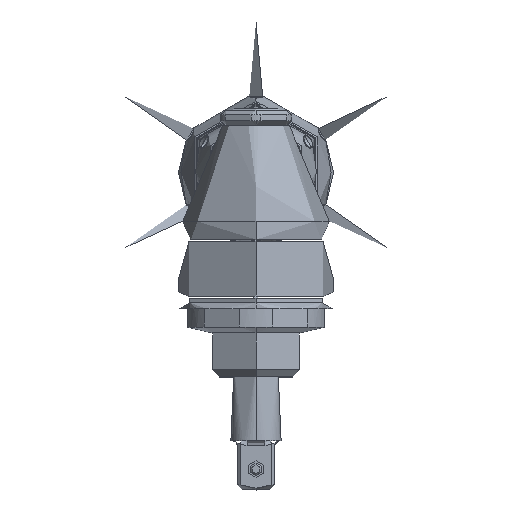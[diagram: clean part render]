
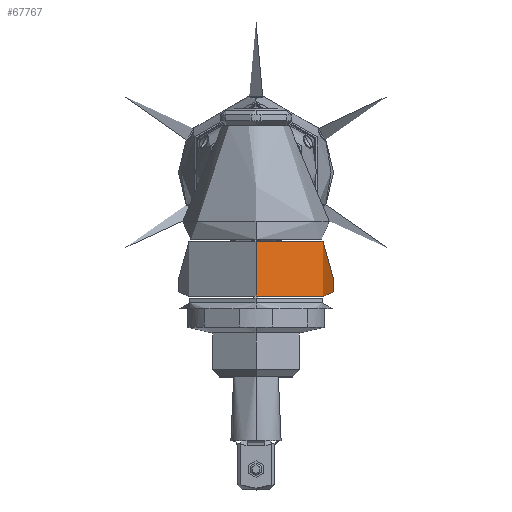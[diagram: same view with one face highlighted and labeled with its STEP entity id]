
A CAD part, top view. The second image highlights one B-rep face of the part: STEP entity #67767.
In plain terms, the highlighted cylindrical face has radius 26 mm (diameter 52 mm), a partial arc.
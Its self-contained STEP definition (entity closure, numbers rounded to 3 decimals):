
#67542=CARTESIAN_POINT('',(26.,-36.,507.));
#67543=CARTESIAN_POINT('',(26.,-36.,507.18));
#67544=CARTESIAN_POINT('',(25.996,-36.041,
507.532));
#67545=CARTESIAN_POINT('',(25.98,-36.237,
508.055));
#67546=CARTESIAN_POINT('',(25.958,-36.548,
508.503));
#67547=CARTESIAN_POINT('',(25.934,-36.947,
508.862));
#67548=CARTESIAN_POINT('',(25.913,-37.442,
509.125));
#67549=CARTESIAN_POINT('',(25.902,-37.982,
509.255));
#67550=CARTESIAN_POINT('',(25.902,-38.514,
509.256));
#67551=CARTESIAN_POINT('',(25.913,-39.055,
509.126));
#67552=CARTESIAN_POINT('',(25.934,-39.55,
508.863));
#67553=CARTESIAN_POINT('',(25.957,-39.949,
508.506));
#67554=CARTESIAN_POINT('',(25.98,-40.262,
508.057));
#67555=CARTESIAN_POINT('',(25.996,-40.459,
507.532));
#67556=CARTESIAN_POINT('',(26.,-40.5,507.18));
#67557=CARTESIAN_POINT('',(26.,-40.5,507.));
#67559=CARTESIAN_POINT('',(26.,-40.5,507.));
#67560=CARTESIAN_POINT('',(26.,-40.5,506.82));
#67561=CARTESIAN_POINT('',(25.996,-40.459,
506.468));
#67562=CARTESIAN_POINT('',(25.98,-40.263,
505.945));
#67563=CARTESIAN_POINT('',(25.958,-39.952,
505.496));
#67564=CARTESIAN_POINT('',(25.934,-39.552,
505.138));
#67565=CARTESIAN_POINT('',(25.913,-39.058,
504.875));
#67566=CARTESIAN_POINT('',(25.902,-38.518,
504.745));
#67567=CARTESIAN_POINT('',(25.902,-37.986,
504.744));
#67568=CARTESIAN_POINT('',(25.913,-37.445,
504.874));
#67569=CARTESIAN_POINT('',(25.934,-36.95,
505.137));
#67570=CARTESIAN_POINT('',(25.957,-36.551,
505.493));
#67571=CARTESIAN_POINT('',(25.98,-36.238,
505.943));
#67572=CARTESIAN_POINT('',(25.996,-36.041,
506.468));
#67573=CARTESIAN_POINT('',(26.,-36.,506.82));
#67574=CARTESIAN_POINT('',(26.,-36.,507.));
#67576=CARTESIAN_POINT('',(0.,-23.5,507.));
#67577=DIRECTION('',(0.,1.,0.));
#67578=DIRECTION('',(0.,0.,1.));
#67579=AXIS2_PLACEMENT_3D('',#67576,#67577,#67578);
#67581=CARTESIAN_POINT('',(0.,-36.,481.));
#67582=CARTESIAN_POINT('',(0.156,-36.,481.));
#67583=CARTESIAN_POINT('',(0.461,-36.032,
481.003));
#67584=CARTESIAN_POINT('',(0.905,-36.173,
481.015));
#67585=CARTESIAN_POINT('',(1.311,-36.402,
481.032));
#67586=CARTESIAN_POINT('',(1.66,-36.707,
481.052));
#67587=CARTESIAN_POINT('',(1.942,-37.082,
481.072));
#67588=CARTESIAN_POINT('',(2.14,-37.504,
481.088));
#67589=CARTESIAN_POINT('',(2.249,-37.97,
481.097));
#67590=CARTESIAN_POINT('',(2.258,-38.445,
481.098));
#67591=CARTESIAN_POINT('',(2.166,-38.921,
481.09));
#67592=CARTESIAN_POINT('',(1.977,-39.359,
481.075));
#67593=CARTESIAN_POINT('',(1.698,-39.752,
481.055));
#67594=CARTESIAN_POINT('',(1.346,-40.074,
481.034));
#67595=CARTESIAN_POINT('',(0.931,-40.317,
481.015));
#67596=CARTESIAN_POINT('',(0.474,-40.466,
481.003));
#67597=CARTESIAN_POINT('',(0.161,-40.5,481.));
#67598=CARTESIAN_POINT('',(0.,-40.5,481.));
#67600=CARTESIAN_POINT('',(0.,-42.,507.));
#67601=DIRECTION('',(0.,-1.,0.));
#67602=DIRECTION('',(0.,0.,-1.));
#67603=AXIS2_PLACEMENT_3D('',#67600,#67601,#67602);
#67605=CARTESIAN_POINT('',(0.,-40.5,533.));
#67606=CARTESIAN_POINT('',(0.156,-40.5,533.));
#67607=CARTESIAN_POINT('',(0.462,-40.468,
532.997));
#67608=CARTESIAN_POINT('',(0.908,-40.326,
532.985));
#67609=CARTESIAN_POINT('',(1.315,-40.095,
532.968));
#67610=CARTESIAN_POINT('',(1.664,-39.788,
532.947));
#67611=CARTESIAN_POINT('',(1.946,-39.412,
532.927));
#67612=CARTESIAN_POINT('',(2.143,-38.987,
532.912));
#67613=CARTESIAN_POINT('',(2.25,-38.521,
532.902));
#67614=CARTESIAN_POINT('',(2.258,-38.047,
532.902));
#67615=CARTESIAN_POINT('',(2.164,-37.573,
532.91));
#67616=CARTESIAN_POINT('',(1.974,-37.137,
532.925));
#67617=CARTESIAN_POINT('',(1.695,-36.745,
532.945));
#67618=CARTESIAN_POINT('',(1.343,-36.424,
532.966));
#67619=CARTESIAN_POINT('',(0.929,-36.182,
532.985));
#67620=CARTESIAN_POINT('',(0.473,-36.033,
532.997));
#67621=CARTESIAN_POINT('',(0.16,-36.,533.));
#67622=CARTESIAN_POINT('',(0.,-36.,533.));
#67663=DIRECTION('',(0.,-1.,0.));
#67664=VECTOR('',#67663,12.5);
#67665=CARTESIAN_POINT('',(0.,-23.5,533.));
#67666=LINE('',#67665,#67664);
#67686=DIRECTION('',(0.,-1.,0.));
#67687=VECTOR('',#67686,1.5);
#67688=CARTESIAN_POINT('',(0.,-40.5,533.));
#67689=LINE('',#67688,#67687);
#67695=DIRECTION('',(0.,-1.,0.));
#67696=VECTOR('',#67695,1.5);
#67697=CARTESIAN_POINT('',(0.,-40.5,481.));
#67698=LINE('',#67697,#67696);
#67718=DIRECTION('',(0.,-1.,0.));
#67719=VECTOR('',#67718,12.5);
#67720=CARTESIAN_POINT('',(0.,-23.5,481.));
#67721=LINE('',#67720,#67719);
#67722=VERTEX_POINT('',#67598);
#67723=VERTEX_POINT('',#67581);
#67724=CARTESIAN_POINT('',(0.,-42.,533.));
#67725=CARTESIAN_POINT('',(0.,-42.,481.));
#67726=VERTEX_POINT('',#67724);
#67727=VERTEX_POINT('',#67725);
#67728=CARTESIAN_POINT('',(0.,-23.5,533.));
#67729=CARTESIAN_POINT('',(0.,-23.5,481.));
#67730=VERTEX_POINT('',#67728);
#67731=VERTEX_POINT('',#67729);
#67732=VERTEX_POINT('',#67557);
#67733=VERTEX_POINT('',#67542);
#67734=VERTEX_POINT('',#67622);
#67735=VERTEX_POINT('',#67605);
#67738=CARTESIAN_POINT('',(0.,-43.475,507.));
#67739=DIRECTION('',(0.,1.,0.));
#67740=DIRECTION('',(0.,0.,-1.));
#67741=AXIS2_PLACEMENT_3D('',#67738,#67739,#67740);
#67742=CYLINDRICAL_SURFACE('',#67741,26.);
#67744=ORIENTED_EDGE('',*,*,#67743,.T.);
#67746=ORIENTED_EDGE('',*,*,#67745,.T.);
#67748=ORIENTED_EDGE('',*,*,#67747,.T.);
#67750=ORIENTED_EDGE('',*,*,#67749,.T.);
#67752=ORIENTED_EDGE('',*,*,#67751,.T.);
#67754=ORIENTED_EDGE('',*,*,#67753,.F.);
#67756=ORIENTED_EDGE('',*,*,#67755,.T.);
#67758=ORIENTED_EDGE('',*,*,#67757,.F.);
#67759=EDGE_LOOP('',(#67744,#67746,#67748,#67750,#67752,#67754,#67756,#67758));
#67760=FACE_OUTER_BOUND('',#67759,.F.);
#67762=ORIENTED_EDGE('',*,*,#67761,.T.);
#67764=ORIENTED_EDGE('',*,*,#67763,.T.);
#67765=EDGE_LOOP('',(#67762,#67764));
#67766=FACE_BOUND('',#67765,.F.);
#67767=ADVANCED_FACE('',(#67760,#67766),#67742,.T.);
#67558=B_SPLINE_CURVE_WITH_KNOTS('',3,(#67542,#67543,#67544,#67545,#67546,
#67547,#67548,#67549,#67550,#67551,#67552,#67553,#67554,#67555,#67556,#67557),
.UNSPECIFIED.,.F.,.F.,(4,1,1,1,1,1,1,1,1,1,1,1,1,4),(0.,0.077,
0.154,0.231,0.308,0.385,
0.462,0.538,0.615,0.692,
0.769,0.846,0.923,1.),.UNSPECIFIED.);
#67575=B_SPLINE_CURVE_WITH_KNOTS('',3,(#67559,#67560,#67561,#67562,#67563,
#67564,#67565,#67566,#67567,#67568,#67569,#67570,#67571,#67572,#67573,#67574),
.UNSPECIFIED.,.F.,.F.,(4,1,1,1,1,1,1,1,1,1,1,1,1,4),(0.,0.077,
0.154,0.231,0.308,0.385,
0.462,0.538,0.615,0.692,
0.769,0.846,0.923,1.),.UNSPECIFIED.);
#67580=CIRCLE('',#67579,26.);
#67599=B_SPLINE_CURVE_WITH_KNOTS('',3,(#67581,#67582,#67583,#67584,#67585,
#67586,#67587,#67588,#67589,#67590,#67591,#67592,#67593,#67594,#67595,#67596,
#67597,#67598),.UNSPECIFIED.,.F.,.F.,(4,1,1,1,1,1,1,1,1,1,1,1,1,1,1,4),(0.,
0.067,0.133,0.2,0.267,0.333,
0.4,0.467,0.533,0.6,0.667,
0.733,0.8,0.867,0.933,1.),
.UNSPECIFIED.);
#67604=CIRCLE('',#67603,26.);
#67623=B_SPLINE_CURVE_WITH_KNOTS('',3,(#67605,#67606,#67607,#67608,#67609,
#67610,#67611,#67612,#67613,#67614,#67615,#67616,#67617,#67618,#67619,#67620,
#67621,#67622),.UNSPECIFIED.,.F.,.F.,(4,1,1,1,1,1,1,1,1,1,1,1,1,1,1,4),(0.,
0.067,0.133,0.2,0.267,0.333,
0.4,0.467,0.533,0.6,0.667,
0.733,0.8,0.867,0.933,1.),
.UNSPECIFIED.);
#67743=EDGE_CURVE('',#67730,#67731,#67580,.T.);
#67745=EDGE_CURVE('',#67731,#67723,#67721,.T.);
#67747=EDGE_CURVE('',#67723,#67722,#67599,.T.);
#67749=EDGE_CURVE('',#67722,#67727,#67698,.T.);
#67751=EDGE_CURVE('',#67727,#67726,#67604,.T.);
#67753=EDGE_CURVE('',#67735,#67726,#67689,.T.);
#67755=EDGE_CURVE('',#67735,#67734,#67623,.T.);
#67757=EDGE_CURVE('',#67730,#67734,#67666,.T.);
#67761=EDGE_CURVE('',#67733,#67732,#67558,.T.);
#67763=EDGE_CURVE('',#67732,#67733,#67575,.T.);
